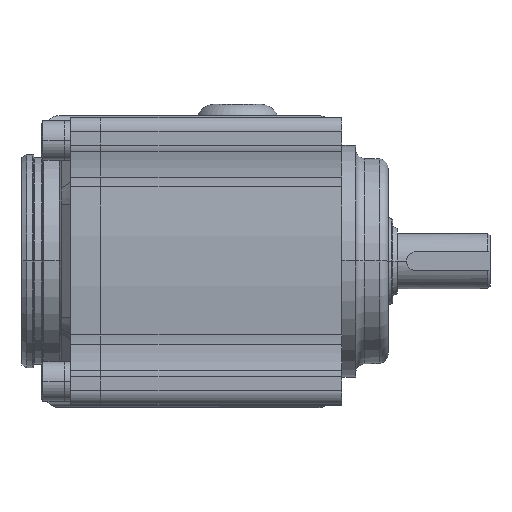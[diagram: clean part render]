
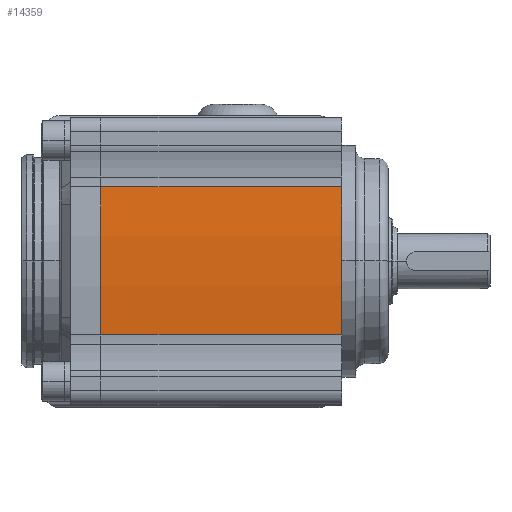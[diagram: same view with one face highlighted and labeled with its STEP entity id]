
A CAD part, top view. The second image highlights one B-rep face of the part: STEP entity #14359.
In plain terms, the highlighted cylindrical face has radius 150 mm (diameter 300 mm), a partial arc.
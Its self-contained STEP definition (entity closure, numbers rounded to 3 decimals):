
#973 = CARTESIAN_POINT ( 'NONE',  ( 0., 15.98, 30.15 ) ) ;
#1780 = VECTOR ( 'NONE', #14673, 1000. ) ;
#1806 = DIRECTION ( 'NONE',  ( 0., 0., -1. ) ) ;
#1957 = DIRECTION ( 'NONE',  ( 1., 0., 0. ) ) ;
#2022 = CARTESIAN_POINT ( 'NONE',  ( -58.5, -15.98, 30.15 ) ) ;
#2775 = CARTESIAN_POINT ( 'NONE',  ( -58.5, 15.98, 30.15 ) ) ;
#3766 = ORIENTED_EDGE ( 'NONE', *, *, #5308, .F. ) ;
#4078 = CYLINDRICAL_SURFACE ( 'NONE', #7121, 150. ) ;
#4236 = ORIENTED_EDGE ( 'NONE', *, *, #6991, .F. ) ;
#4559 = CIRCLE ( 'NONE', #13942, 150. ) ;
#4580 = ORIENTED_EDGE ( 'NONE', *, *, #5278, .T. ) ;
#5045 = EDGE_LOOP ( 'NONE', ( #4236, #4580, #3766, #6039 ) ) ;
#5278 = EDGE_CURVE ( 'NONE', #6475, #7286, #14586, .T. ) ;
#5308 = EDGE_CURVE ( 'NONE', #15544, #7286, #8474, .T. ) ;
#5649 = FACE_OUTER_BOUND ( 'NONE', #5045, .T. ) ;
#6039 = ORIENTED_EDGE ( 'NONE', *, *, #13479, .F. ) ;
#6475 = VERTEX_POINT ( 'NONE', #11551 ) ;
#6991 = EDGE_CURVE ( 'NONE', #6475, #12184, #4559, .T. ) ;
#7121 = AXIS2_PLACEMENT_3D ( 'NONE', #13522, #1957, #1806 ) ;
#7286 = VERTEX_POINT ( 'NONE', #16317 ) ;
#7403 = AXIS2_PLACEMENT_3D ( 'NONE', #16095, #10792, #8224 ) ;
#7845 = CARTESIAN_POINT ( 'NONE',  ( -52., 0., -118.996 ) ) ;
#7937 = DIRECTION ( 'NONE',  ( -1., 0., 0. ) ) ;
#8224 = DIRECTION ( 'NONE',  ( 0., 0., -1. ) ) ;
#8474 = CIRCLE ( 'NONE', #7403, 150. ) ;
#9115 = DIRECTION ( 'NONE',  ( 0., 0., -1. ) ) ;
#10478 = DIRECTION ( 'NONE',  ( 1., 0., 0. ) ) ;
#10792 = DIRECTION ( 'NONE',  ( 1., 0., 0. ) ) ;
#11551 = CARTESIAN_POINT ( 'NONE',  ( -52., -15.98, 30.15 ) ) ;
#11925 = VECTOR ( 'NONE', #10478, 1000. ) ;
#12184 = VERTEX_POINT ( 'NONE', #16111 ) ;
#13479 = EDGE_CURVE ( 'NONE', #12184, #15544, #14110, .T. ) ;
#13522 = CARTESIAN_POINT ( 'NONE',  ( -58.5, 0., -118.996 ) ) ;
#13942 = AXIS2_PLACEMENT_3D ( 'NONE', #7845, #7937, #9115 ) ;
#14110 = LINE ( 'NONE', #2775, #11925 ) ;
#14359 = ADVANCED_FACE ( 'NONE', ( #5649 ), #4078, .T. ) ;
#14586 = LINE ( 'NONE', #2022, #1780 ) ;
#14673 = DIRECTION ( 'NONE',  ( 1., 0., 0. ) ) ;
#15544 = VERTEX_POINT ( 'NONE', #973 ) ;
#16095 = CARTESIAN_POINT ( 'NONE',  ( 0., 0., -118.996 ) ) ;
#16111 = CARTESIAN_POINT ( 'NONE',  ( -52., 15.98, 30.15 ) ) ;
#16317 = CARTESIAN_POINT ( 'NONE',  ( 0., -15.98, 30.15 ) ) ;
